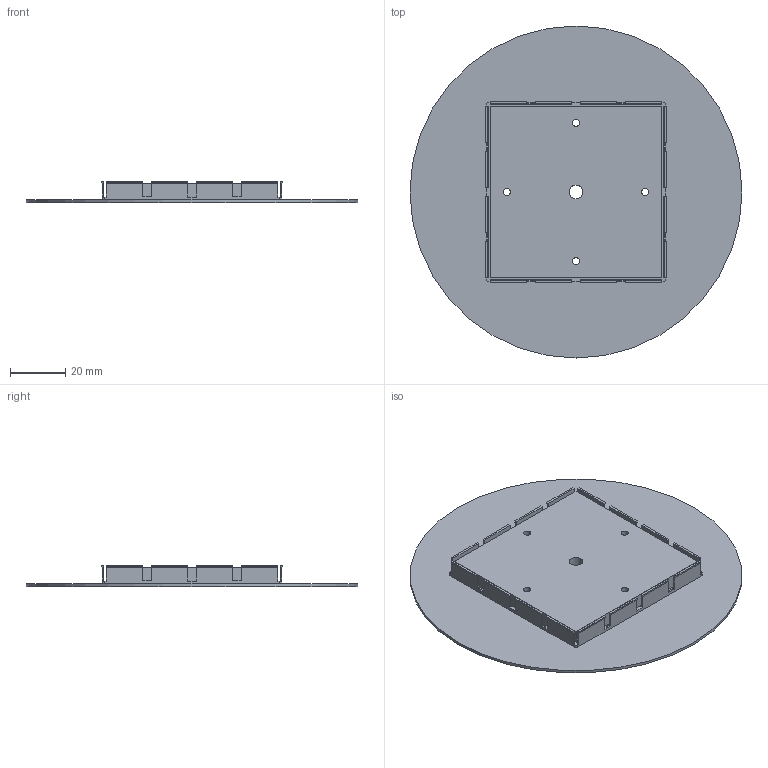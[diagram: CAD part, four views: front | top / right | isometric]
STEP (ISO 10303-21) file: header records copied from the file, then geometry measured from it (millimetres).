
FILE_DESCRIPTION(/* description */ ('Unknown'),/* implementation_level */ '2;1');
FILE_NAME(/* name */ '180_teeth_top_01',/* time_stamp */ '2023-04-11T09:47:54+01:00',/* author */ ('Unknown'),/* organization */ ('Unknown'),/* preprocessor_version */ 'ST-DEVELOPER v18.102',/* originating_system */ 'Solid Edge',/* authorisation */ 'Unknown');
FILE_SCHEMA (('AUTOMOTIVE_DESIGN {1 0 10303 214 3 1 1}'));
Length unit declared in the file: millimetre
Products named in the file (1): 180_teeth_top_01
Bounding box: 120 x 120 x 7.75 mm (x, y, z)
Volume: 35116 mm3; surface area: 27337 mm2
Topology: 1 solids, 1 shells, 134 faces, 394 edges, 264 vertices
Faces by surface type: plane 116, cylinder 18
Full cylindrical faces by diameter (mm): 2.6 x4, 5 x1, 120 x1
Entity records: 4406 total; most frequent: CARTESIAN_POINT 779, ORIENTED_EDGE 768, DIRECTION 706, EDGE_CURVE 384, LINE 332, VECTOR 332, VERTEX_POINT 260, AXIS2_PLACEMENT_3D 187
